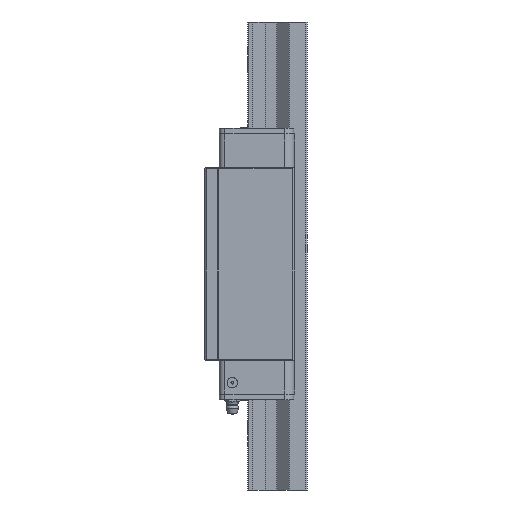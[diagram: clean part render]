
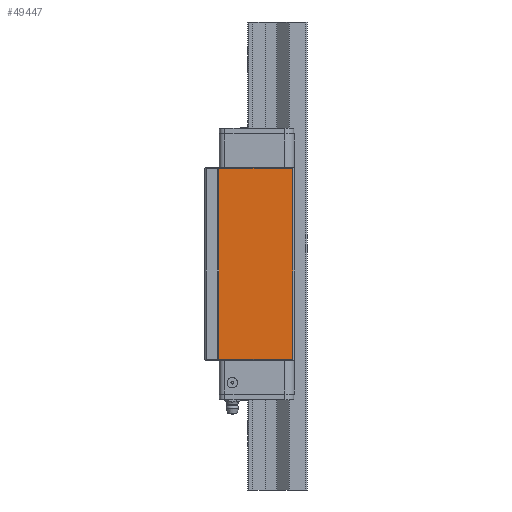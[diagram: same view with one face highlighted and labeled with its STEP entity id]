
A CAD part, left-side view. The second image highlights one B-rep face of the part: STEP entity #49447.
In plain terms, the highlighted planar face has unit normal (-1, 0, 0).
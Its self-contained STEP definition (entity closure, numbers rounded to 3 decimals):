
#1186 = CARTESIAN_POINT ( 'NONE',  ( 4.009, -2.672, 0.5 ) ) ;
#1400 = ORIENTED_EDGE ( 'NONE', *, *, #17487, .F. ) ;
#8631 = VERTEX_POINT ( 'NONE', #1186 ) ;
#8762 = AXIS2_PLACEMENT_3D ( 'NONE', #20493, #48355, #27544 ) ;
#11380 = LINE ( 'NONE', #58244, #88357 ) ;
#12202 = LINE ( 'NONE', #91167, #66057 ) ;
#16450 = DIRECTION ( 'NONE',  ( 0., 1., 0. ) ) ;
#17096 = LINE ( 'NONE', #46495, #33551 ) ;
#17242 = CARTESIAN_POINT ( 'NONE',  ( 4.009, 36.828, 0.5 ) ) ;
#17487 = EDGE_CURVE ( 'NONE', #8631, #27671, #37482, .T. ) ;
#20493 = CARTESIAN_POINT ( 'NONE',  ( 4.009, -8.093, 103. ) ) ;
#21353 = EDGE_CURVE ( 'NONE', #55118, #42479, #17096, .T. ) ;
#23183 = CARTESIAN_POINT ( 'NONE',  ( 4.009, 6.35, 0.5 ) ) ;
#27544 = DIRECTION ( 'NONE',  ( 0., 0., -1. ) ) ;
#27587 = ORIENTED_EDGE ( 'NONE', *, *, #21353, .F. ) ;
#27671 = VERTEX_POINT ( 'NONE', #17242 ) ;
#28220 = DIRECTION ( 'NONE',  ( 0., 0., 1. ) ) ;
#28589 = FACE_OUTER_BOUND ( 'NONE', #80607, .T. ) ;
#29429 = ORIENTED_EDGE ( 'NONE', *, *, #79104, .F. ) ;
#33551 = VECTOR ( 'NONE', #53567, 1000. ) ;
#35182 = CARTESIAN_POINT ( 'NONE',  ( 4.009, -2.672, 102.5 ) ) ;
#37482 = LINE ( 'NONE', #23183, #89119 ) ;
#39228 = EDGE_CURVE ( 'NONE', #42479, #8631, #11380, .T. ) ;
#42479 = VERTEX_POINT ( 'NONE', #35182 ) ;
#46495 = CARTESIAN_POINT ( 'NONE',  ( 4.009, 6.35, 102.5 ) ) ;
#48355 = DIRECTION ( 'NONE',  ( 1., 0., 0. ) ) ;
#49447 = ADVANCED_FACE ( 'NONE', ( #28589 ), #62526, .F. ) ;
#53567 = DIRECTION ( 'NONE',  ( 0., -1., 0. ) ) ;
#55118 = VERTEX_POINT ( 'NONE', #86813 ) ;
#58244 = CARTESIAN_POINT ( 'NONE',  ( 4.009, -2.672, 103. ) ) ;
#62526 = PLANE ( 'NONE',  #8762 ) ;
#65342 = DIRECTION ( 'NONE',  ( 0., 0., -1. ) ) ;
#66057 = VECTOR ( 'NONE', #28220, 1000. ) ;
#79104 = EDGE_CURVE ( 'NONE', #27671, #55118, #12202, .T. ) ;
#80607 = EDGE_LOOP ( 'NONE', ( #84677, #27587, #29429, #1400 ) ) ;
#84677 = ORIENTED_EDGE ( 'NONE', *, *, #39228, .F. ) ;
#86813 = CARTESIAN_POINT ( 'NONE',  ( 4.009, 36.828, 102.5 ) ) ;
#88357 = VECTOR ( 'NONE', #65342, 1000. ) ;
#89119 = VECTOR ( 'NONE', #16450, 1000. ) ;
#91167 = CARTESIAN_POINT ( 'NONE',  ( 4.009, 36.828, 103. ) ) ;
